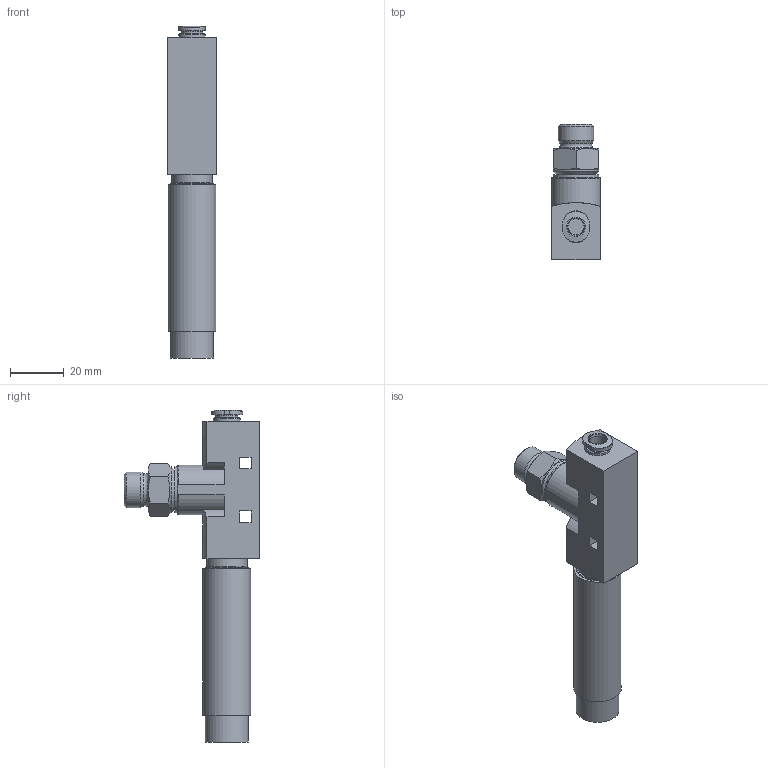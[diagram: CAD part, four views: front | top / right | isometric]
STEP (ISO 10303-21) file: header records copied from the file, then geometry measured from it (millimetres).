
FILE_DESCRIPTION(/* description */ ('STEP AP214'),/* implementation_level */ '2;1');
FILE_NAME(/* name */ '549252_VN-10-H-T4-PQ2-VA5-RO2',/* time_stamp */ '2024-09-17T00:28:44+02:00',/* author */ ('License CC BY-ND 4.0'),/* organization */ ('CADENAS'),/* preprocessor_version */ 'ST-DEVELOPER v19.3',/* originating_system */ 'PARTsolutions',/* authorisation */ ' ');
FILE_SCHEMA (('AUTOMOTIVE_DESIGN {1 0 10303 214 3 1 1}'));
Length unit declared in the file: millimetre
Products named in the file (1): 549252 VN-10-H-T4-PQ2-VA5-RO2
Bounding box: 18 x 50.45 x 123.5 mm (x, y, z)
Volume: 40187 mm3; surface area: 11927.6 mm2
Topology: 1 solids, 1 shells, 92 faces, 212 edges, 135 vertices
Faces by surface type: plane 37, cylinder 28, cone 19, torus 8
Full cylindrical faces by diameter (mm): 6 x2, 8.1 x1, 9.5 x1, 10 x1, 13.157 x1, 15 x1, 16 x2, 17 x2, 17.8 x1
Entity records: 3177 total; most frequent: CARTESIAN_POINT 575, DIRECTION 390, ORIENTED_EDGE 364, EDGE_CURVE 182, AXIS2_PLACEMENT_3D 161, EDGE_LOOP 134, FACE_BOUND 134, VERTEX_POINT 130
